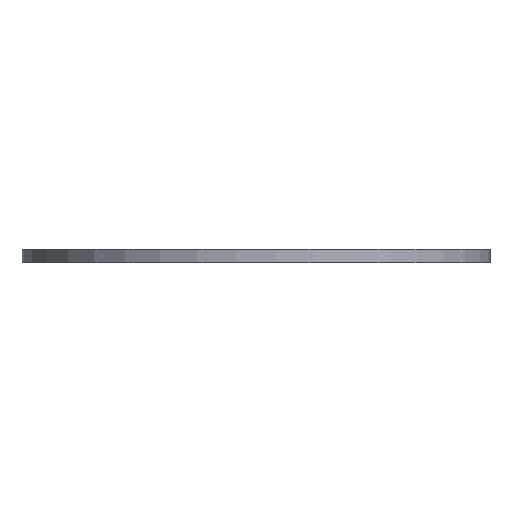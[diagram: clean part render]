
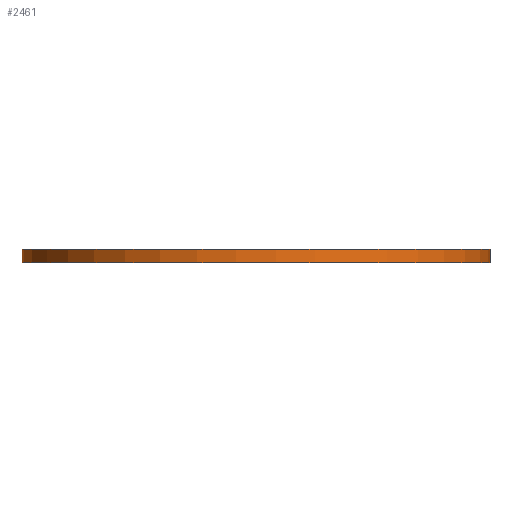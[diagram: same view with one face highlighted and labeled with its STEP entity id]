
A CAD part, left-side view. The second image highlights one B-rep face of the part: STEP entity #2461.
In plain terms, the highlighted cylindrical face has radius 26.5 mm (diameter 53 mm), a partial arc.
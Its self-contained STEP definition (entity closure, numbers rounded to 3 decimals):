
#15=CYLINDRICAL_SURFACE('',#2560,26.5);
#20=CIRCLE('',#2549,26.5);
#27=CIRCLE('',#2561,26.5);
#218=FACE_OUTER_BOUND('',#362,.T.);
#362=EDGE_LOOP('',(#2214,#2215,#2216,#2217));
#707=LINE('',#4458,#953);
#709=LINE('',#4463,#955);
#953=VECTOR('',#2978,10.);
#955=VECTOR('',#2984,10.);
#1181=VERTEX_POINT('',#4435);
#1182=VERTEX_POINT('',#4436);
#1190=VERTEX_POINT('',#4456);
#1191=VERTEX_POINT('',#4461);
#1527=EDGE_CURVE('',#1181,#1182,#20,.T.);
#1536=EDGE_CURVE('',#1190,#1181,#707,.T.);
#1538=EDGE_CURVE('',#1191,#1190,#27,.T.);
#1539=EDGE_CURVE('',#1182,#1191,#709,.T.);
#2214=ORIENTED_EDGE('',*,*,#1536,.F.);
#2215=ORIENTED_EDGE('',*,*,#1538,.F.);
#2216=ORIENTED_EDGE('',*,*,#1539,.F.);
#2217=ORIENTED_EDGE('',*,*,#1527,.F.);
#2461=ADVANCED_FACE('',(#218),#15,.T.);
#2549=AXIS2_PLACEMENT_3D('',#4437,#2954,#2955);
#2560=AXIS2_PLACEMENT_3D('',#4460,#2980,#2981);
#2561=AXIS2_PLACEMENT_3D('',#4462,#2982,#2983);
#2954=DIRECTION('center_axis',(0.,0.,1.));
#2955=DIRECTION('ref_axis',(-0.8,-0.6,0.));
#2978=DIRECTION('',(0.,0.,1.));
#2980=DIRECTION('center_axis',(0.,0.,1.));
#2981=DIRECTION('ref_axis',(-0.8,-0.6,0.));
#2982=DIRECTION('center_axis',(0.,0.,-1.));
#2983=DIRECTION('ref_axis',(-0.8,-0.6,0.));
#2984=DIRECTION('',(0.,0.,-1.));
#4435=CARTESIAN_POINT('',(-21.879,16.644,1.5));
#4436=CARTESIAN_POINT('',(-21.879,-16.644,1.5));
#4437=CARTESIAN_POINT('Origin',(-42.5,0.,1.5));
#4456=CARTESIAN_POINT('',(-21.879,16.644,0.));
#4458=CARTESIAN_POINT('',(-21.879,16.644,0.));
#4460=CARTESIAN_POINT('Origin',(-42.5,0.,0.));
#4461=CARTESIAN_POINT('',(-21.879,-16.644,0.));
#4462=CARTESIAN_POINT('Origin',(-42.5,0.,0.));
#4463=CARTESIAN_POINT('',(-21.879,-16.644,0.));
